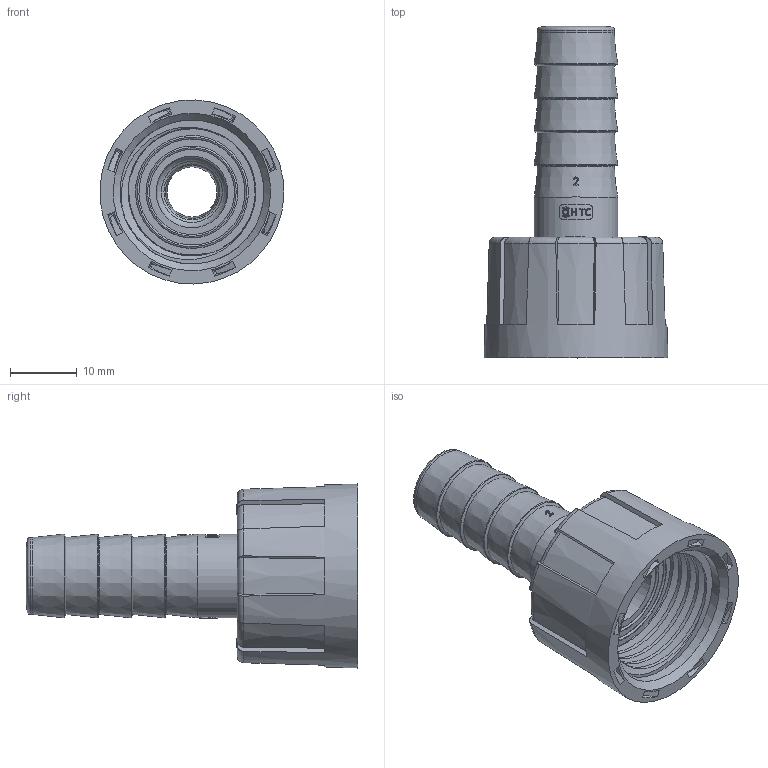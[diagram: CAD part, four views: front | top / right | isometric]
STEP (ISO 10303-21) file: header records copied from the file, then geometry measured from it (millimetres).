
FILE_DESCRIPTION(/* description */ (''),/* implementation_level */ '2;1');
FILE_NAME(/* name */ '1-2x12_stp_20260306_1134.stp',/* time_stamp */ '2026-03-06T11:34:12+08:00',/* author */ (''),/* organization */ (''),/* preprocessor_version */ 'ST-DEVELOPER v16.7',/* originating_system */ 'SIEMENS PLM Software NX 12.0',/* authorisation */ '');
FILE_SCHEMA (('AP203_CONFIGURATION_CONTROLLED_3D_DESIGN_OF_MECHANICAL_PARTS_AND_ASSEMBLIES_MIM_LF { 1 0 10303 403 2 1 2}'));
Length unit declared in the file: millimetre
Products named in the file (1): Admi27288485gje2
Bounding box: 27.46 x 49.55 x 27.49 mm (x, y, z)
Volume: 7871.7 mm3; surface area: 7573.4 mm2
Topology: 3 solids, 3 shells, 464 faces, 1237 edges, 828 vertices
Faces by surface type: plane 244, extrusion 94, cylinder 50, cone 41, torus 30, sphere 3, bspline 2
Full cylindrical faces by diameter (mm): 0.623 x2, 0.94 x2, 10.71 x1, 11.5 x1, 12.5 x1, 12.716 x1, 13.736 x1, 15.844 x1, 16 x1, 16.7 x1, 16.864 x1, 18.5 x1, 18.87 x1, 21.5 x1
Entity records: 18543 total; most frequent: CARTESIAN_POINT 7648, ORIENTED_EDGE 2330, DIRECTION 1873, EDGE_CURVE 1165, VERTEX_POINT 804, VECTOR 631, AXIS2_PLACEMENT_3D 621, EDGE_LOOP 565
